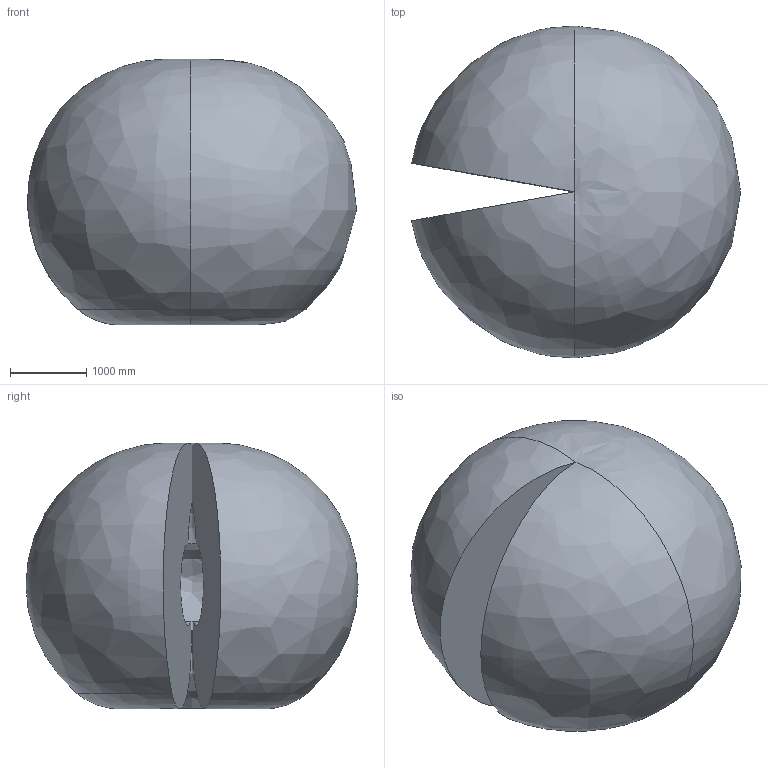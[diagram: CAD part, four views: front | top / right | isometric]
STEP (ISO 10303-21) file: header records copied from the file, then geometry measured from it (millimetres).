
FILE_DESCRIPTION (( 'STEP AP214' ), '1' );
FILE_NAME ('IRB6620_150-220_WORKING-SPACE_rev00.STEP', '2016-12-02T09:41:37', ( 'ABB' ), ( 'ABB' ), 'SwSTEP 2.0', 'SolidWorks 2014', '' );
FILE_SCHEMA (( 'AUTOMOTIVE_DESIGN' ));
Length unit declared in the file: millimetre
Products named in the file (1): IRB6620_150-220_WORKING-SPACE_rev00
Bounding box: 4326.93 x 4364 x 3495.88 mm (x, y, z)
Volume: 34204024312.3 mm3; surface area: 71330789.1 mm2
Topology: 1 solids, 1 shells, 14 faces, 32 edges, 14 vertices
Faces by surface type: bspline 12, plane 2
Entity records: 1304 total; most frequent: CARTESIAN_POINT 882, ORIENTED_EDGE 52, DIRECTION 45, EDGE_CURVE 26, AXIS2_PLACEMENT_3D 22, CIRCLE 19, UNCERTAINTY_MEASURE_WITH_UNIT 17, SURFACE_STYLE_FILL_AREA 16
